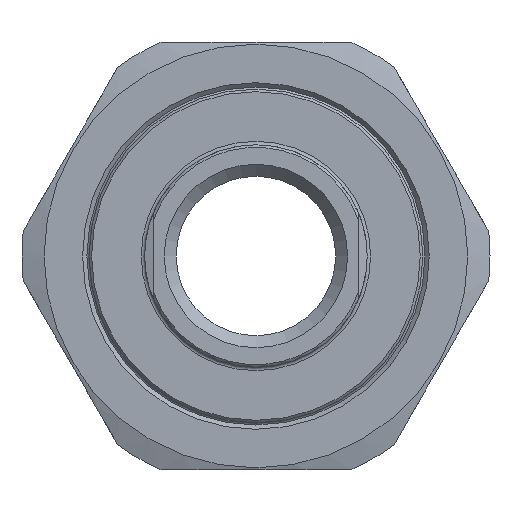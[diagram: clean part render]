
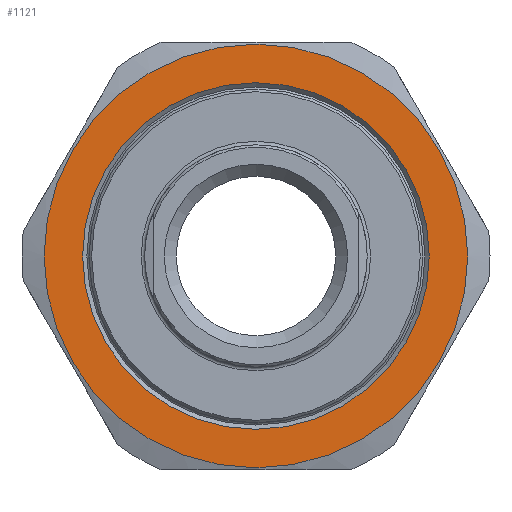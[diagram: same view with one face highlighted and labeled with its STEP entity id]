
A CAD part, left-side view. The second image highlights one B-rep face of the part: STEP entity #1121.
In plain terms, the highlighted planar face has unit normal (-1, 0, 0).
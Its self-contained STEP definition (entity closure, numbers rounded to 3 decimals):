
#47=FACE_BOUND('',#211,.T.);
#103=PLANE('',#1283);
#140=FACE_OUTER_BOUND('',#210,.T.);
#210=EDGE_LOOP('',(#838));
#211=EDGE_LOOP('',(#839));
#400=CIRCLE('',#1273,24.75);
#401=CIRCLE('',#1278,20.25);
#503=VERTEX_POINT('',#1915);
#504=VERTEX_POINT('',#1925);
#627=EDGE_CURVE('',#503,#503,#400,.T.);
#629=EDGE_CURVE('',#504,#504,#401,.T.);
#838=ORIENTED_EDGE('',*,*,#627,.T.);
#839=ORIENTED_EDGE('',*,*,#629,.F.);
#1121=ADVANCED_FACE('',(#140,#47),#103,.F.);
#1273=AXIS2_PLACEMENT_3D('',#1917,#1485,#1486);
#1278=AXIS2_PLACEMENT_3D('',#1926,#1495,#1496);
#1283=AXIS2_PLACEMENT_3D('',#1936,#1507,#1508);
#1485=DIRECTION('center_axis',(-1.,0.,0.));
#1486=DIRECTION('ref_axis',(0.,1.,0.));
#1495=DIRECTION('center_axis',(-1.,0.,0.));
#1496=DIRECTION('ref_axis',(0.,-1.,0.));
#1507=DIRECTION('center_axis',(1.,0.,0.));
#1508=DIRECTION('ref_axis',(0.,0.,-1.));
#1915=CARTESIAN_POINT('',(-18.5,-24.75,0.));
#1917=CARTESIAN_POINT('Origin',(-18.5,0.,0.));
#1925=CARTESIAN_POINT('',(-18.5,20.25,0.));
#1926=CARTESIAN_POINT('Origin',(-18.5,0.,0.));
#1936=CARTESIAN_POINT('Origin',(-18.5,0.,0.));
